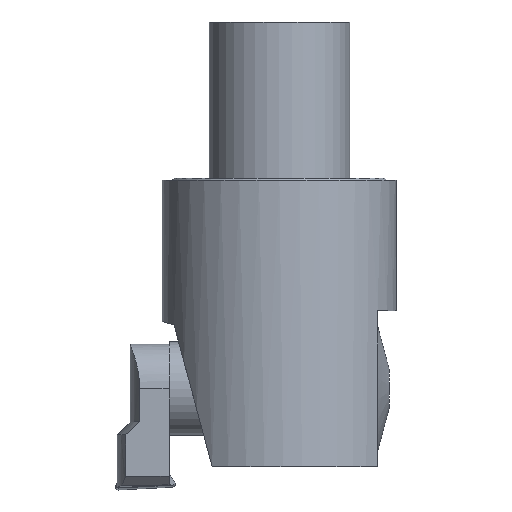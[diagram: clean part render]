
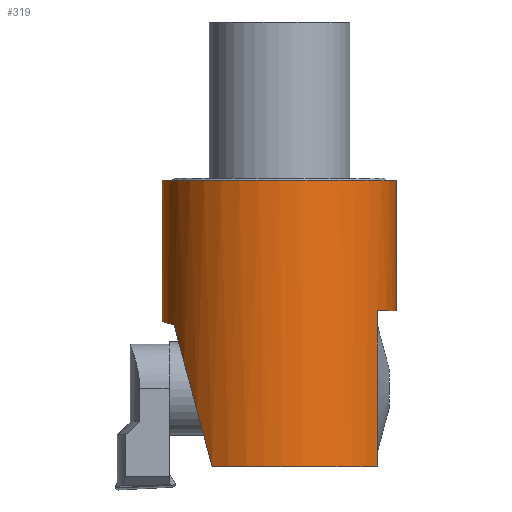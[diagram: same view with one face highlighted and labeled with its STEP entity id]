
A CAD part, front view. The second image highlights one B-rep face of the part: STEP entity #319.
In plain terms, the highlighted cylindrical face has radius 15 mm (diameter 30 mm), a full revolution.
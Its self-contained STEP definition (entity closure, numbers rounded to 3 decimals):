
#319=ADVANCED_FACE('240[2]',(#825,#826),#827,.T.);
#402=EDGE_CURVE('240[2]',#812,#947,#948,.T.);
#460=EDGE_CURVE('240[2]',#1022,#1022,#1023,.T.);
#464=EDGE_CURVE('240[2]',#762,#761,#1027,.T.);
#476=EDGE_CURVE('240[2]',#947,#1041,#1042,.T.);
#478=EDGE_CURVE('240[2]',#812,#1044,#1045,.T.);
#484=EDGE_CURVE('240[2]',#1052,#762,#1053,.T.);
#532=EDGE_CURVE('240[2]',#1041,#811,#1114,.T.);
#541=EDGE_CURVE('240[2]',#1052,#811,#1126,.T.);
#628=EDGE_CURVE('240[2]',#761,#1044,#1239,.T.);
#761=VERTEX_POINT('',#1404);
#762=VERTEX_POINT('',#1405);
#811=VERTEX_POINT('',#1480);
#812=VERTEX_POINT('',#1481);
#825=FACE_BOUND('',#1501,.T.);
#826=FACE_BOUND('',#1502,.T.);
#827=CYLINDRICAL_SURFACE('',#1503,15.0);
#947=VERTEX_POINT('',#1704);
#948=LINE('',#1705,#1706);
#1022=VERTEX_POINT('',#1816);
#1023=CIRCLE('',#1817,15.0);
#1027=ELLIPSE('',#1844,15.529,15.0);
#1041=VERTEX_POINT('',#1869);
#1042=CIRCLE('',#1870,15.0);
#1044=VERTEX_POINT('',#1873);
#1045=CIRCLE('',#1874,15.0);
#1052=VERTEX_POINT('',#1885);
#1053=ELLIPSE('',#1886,57.956,15.0);
#1114=LINE('',#1995,#1996);
#1126=CIRCLE('',#2013,15.0);
#1239=ELLIPSE('',#2216,57.956,15.0);
#1404=CARTESIAN_POINT('',(-13.5,-6.538,-18.8));
#1405=CARTESIAN_POINT('',(-13.5,6.538,-18.8));
#1480=CARTESIAN_POINT('',(12.6,8.139,-37.0));
#1481=CARTESIAN_POINT('',(12.6,-8.139,-37.0));
#1501=EDGE_LOOP('',(#2425));
#1502=EDGE_LOOP('',(#2426,#2427,#2428,#2429,#2430,#2431,#2432,#2433));
#1503=AXIS2_PLACEMENT_3D('',#2434,#2435,#2436);
#1704=CARTESIAN_POINT('',(12.6,-8.139,-17.014));
#1705=CARTESIAN_POINT('',(12.6,-8.139,-27.007));
#1706=VECTOR('',#2566,1.0);
#1816=CARTESIAN_POINT('',(-15.0,0.,-0.3));
#1817=AXIS2_PLACEMENT_3D('',#2645,#2646,#2647);
#1844=AXIS2_PLACEMENT_3D('',#2648,#2649,#2650);
#1869=CARTESIAN_POINT('',(12.6,8.139,-17.014));
#1870=AXIS2_PLACEMENT_3D('',#2656,#2657,#2658);
#1873=CARTESIAN_POINT('',(-8.623,-12.273,-37.0));
#1874=AXIS2_PLACEMENT_3D('',#2659,#2660,#2661);
#1885=CARTESIAN_POINT('',(-8.623,12.273,-37.0));
#1886=AXIS2_PLACEMENT_3D('',#2666,#2667,#2668);
#1995=CARTESIAN_POINT('',(12.6,8.139,-27.007));
#1996=VECTOR('',#2739,1.0);
#2013=AXIS2_PLACEMENT_3D('',#2750,#2751,#2752);
#2216=AXIS2_PLACEMENT_3D('',#2897,#2898,#2899);
#2425=ORIENTED_EDGE('',*,*,#460,.T.);
#2426=ORIENTED_EDGE('',*,*,#402,.T.);
#2427=ORIENTED_EDGE('',*,*,#476,.T.);
#2428=ORIENTED_EDGE('',*,*,#532,.T.);
#2429=ORIENTED_EDGE('',*,*,#541,.F.);
#2430=ORIENTED_EDGE('',*,*,#484,.T.);
#2431=ORIENTED_EDGE('',*,*,#464,.T.);
#2432=ORIENTED_EDGE('',*,*,#628,.T.);
#2433=ORIENTED_EDGE('',*,*,#478,.F.);
#2434=CARTESIAN_POINT('',(0.,0.,-18.65));
#2435=DIRECTION('',(0.,0.,1.0));
#2436=DIRECTION('',(-1.0,0.,0.));
#2566=DIRECTION('',(0.,0.,1.0));
#2645=CARTESIAN_POINT('',(0.,0.,-0.3));
#2646=DIRECTION('',(0.,0.,-1.0));
#2647=DIRECTION('',(-1.0,0.,0.));
#2648=CARTESIAN_POINT('',(0.,0.,-22.417));
#2649=DIRECTION('',(0.259,0.,0.966));
#2650=DIRECTION('',(-0.966,0.,0.259));
#2656=CARTESIAN_POINT('',(0.,0.,-17.014));
#2657=DIRECTION('',(0.,0.,1.0));
#2658=DIRECTION('',(-1.0,0.,0.));
#2659=CARTESIAN_POINT('',(0.,0.,-37.0));
#2660=DIRECTION('',(0.,0.,-1.0));
#2661=DIRECTION('',(-1.0,0.,0.));
#2666=CARTESIAN_POINT('',(0.,0.,-69.183));
#2667=DIRECTION('',(0.966,0.,0.259));
#2668=DIRECTION('',(-0.259,0.,0.966));
#2739=DIRECTION('',(0.,0.,-1.0));
#2750=CARTESIAN_POINT('',(0.,0.,-37.0));
#2751=DIRECTION('',(0.,0.,-1.0));
#2752=DIRECTION('',(-1.0,0.,0.));
#2897=CARTESIAN_POINT('',(0.,0.,-69.183));
#2898=DIRECTION('',(0.966,0.,0.259));
#2899=DIRECTION('',(-0.259,0.,0.966));
